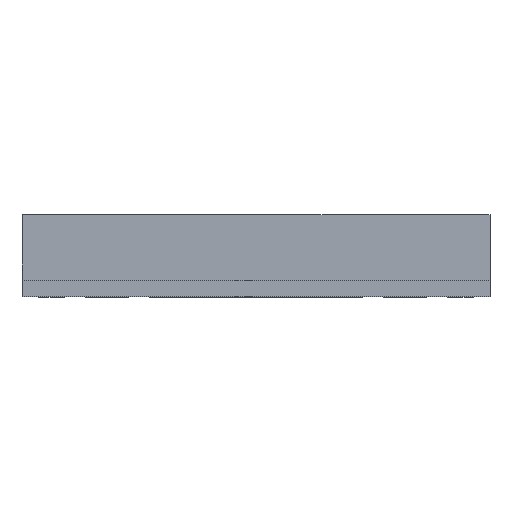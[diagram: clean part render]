
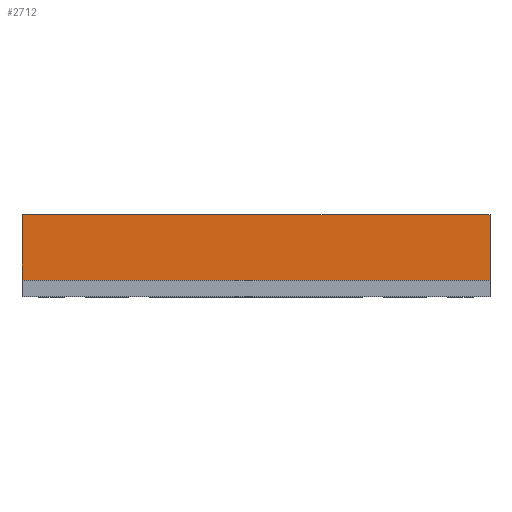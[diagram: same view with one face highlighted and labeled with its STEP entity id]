
A CAD part, front view. The second image highlights one B-rep face of the part: STEP entity #2712.
In plain terms, the highlighted planar face has unit normal (0, -1, 0).
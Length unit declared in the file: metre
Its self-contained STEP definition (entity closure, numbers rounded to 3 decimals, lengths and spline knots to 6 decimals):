
#2712=ADVANCED_FACE('',(#5891),#5892,.F.);
#5891=FACE_OUTER_BOUND('',#11491,.T.);
#5892=PLANE('',#11492);
#11491=EDGE_LOOP('',(#19635,#19636,#19637,#19638));
#11492=AXIS2_PLACEMENT_3D('',#19639,#19640,#19641);
#19635=ORIENTED_EDGE('',*,*,#26618,.T.);
#19636=ORIENTED_EDGE('',*,*,#26474,.F.);
#19637=ORIENTED_EDGE('',*,*,#27132,.F.);
#19638=ORIENTED_EDGE('',*,*,#27133,.T.);
#19639=CARTESIAN_POINT('',(-0.00325,-0.00325,0.00091));
#19640=DIRECTION('',(0.0,1.0,0.0));
#19641=DIRECTION('',(0.0,0.0,1.0));
#26474=EDGE_CURVE('',#32370,#32372,#32373,.T.);
#26618=EDGE_CURVE('',#32579,#32372,#32582,.T.);
#27132=EDGE_CURVE('',#33290,#32370,#33291,.T.);
#27133=EDGE_CURVE('',#33290,#32579,#33292,.T.);
#32370=VERTEX_POINT('',#41808);
#32372=VERTEX_POINT('',#41811);
#32373=LINE('',#41812,#41813);
#32579=VERTEX_POINT('',#42185);
#32582=LINE('',#42190,#42191);
#33290=VERTEX_POINT('',#43503);
#33291=LINE('',#43504,#43505);
#33292=LINE('',#43506,#43507);
#41808=CARTESIAN_POINT('',(0.00325,-0.00325,0.00091));
#41811=CARTESIAN_POINT('',(0.00325,-0.00325,0.0));
#41812=CARTESIAN_POINT('',(0.00325,-0.00325,0.00091));
#41813=VECTOR('',#47520,1.0);
#42185=CARTESIAN_POINT('',(-0.00325,-0.00325,0.0));
#42190=CARTESIAN_POINT('',(-0.00325,-0.00325,0.0));
#42191=VECTOR('',#47593,1.0);
#43503=CARTESIAN_POINT('',(-0.00325,-0.00325,0.00091));
#43504=CARTESIAN_POINT('',(-0.00325,-0.00325,0.00091));
#43505=VECTOR('',#47844,1.0);
#43506=CARTESIAN_POINT('',(-0.00325,-0.00325,0.00091));
#43507=VECTOR('',#47845,1.0);
#47520=DIRECTION('',(0.0,0.0,-1.0));
#47593=DIRECTION('',(1.0,0.0,0.0));
#47844=DIRECTION('',(1.0,0.0,0.0));
#47845=DIRECTION('',(0.0,0.0,-1.0));
